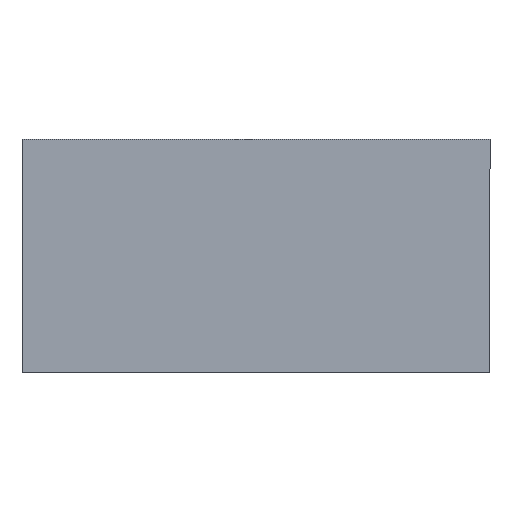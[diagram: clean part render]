
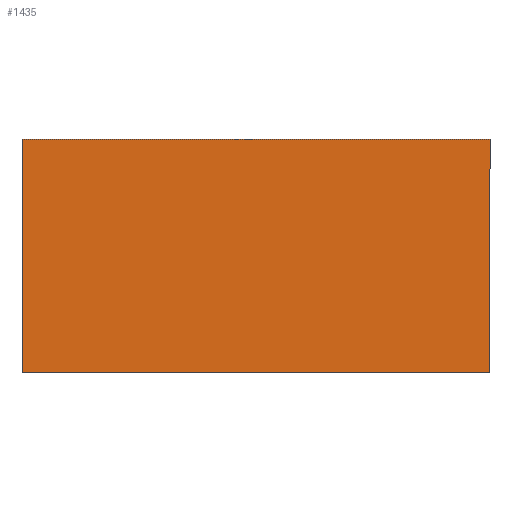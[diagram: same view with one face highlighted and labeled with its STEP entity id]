
A CAD part, front view. The second image highlights one B-rep face of the part: STEP entity #1435.
In plain terms, the highlighted planar face has unit normal (0, -1, 0).
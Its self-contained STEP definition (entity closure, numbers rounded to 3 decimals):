
#120 = EDGE_CURVE ( 'NONE', #428, #429, #452, .T. ) ;
#132 = EDGE_CURVE ( 'NONE', #426, #427, #456, .T. ) ;
#134 = EDGE_CURVE ( 'NONE', #429, #426, #457, .T. ) ;
#139 = EDGE_CURVE ( 'NONE', #427, #428, #458, .T. ) ;
#220 = VECTOR ( 'NONE', #1262, 1000. ) ;
#222 = VECTOR ( 'NONE', #1392, 1000. ) ;
#232 = VECTOR ( 'NONE', #667, 1000. ) ;
#236 = AXIS2_PLACEMENT_3D ( 'NONE', #1031, #1030, #1029 ) ;
#238 = VECTOR ( 'NONE', #1329, 1000. ) ;
#254 = EDGE_LOOP ( 'NONE', ( #326, #325, #324, #327 ) ) ;
#324 = ORIENTED_EDGE ( 'NONE', *, *, #120, .F. ) ;
#325 = ORIENTED_EDGE ( 'NONE', *, *, #134, .F. ) ;
#326 = ORIENTED_EDGE ( 'NONE', *, *, #132, .F. ) ;
#327 = ORIENTED_EDGE ( 'NONE', *, *, #139, .F. ) ;
#426 = VERTEX_POINT ( 'NONE', #1157 ) ;
#427 = VERTEX_POINT ( 'NONE', #1155 ) ;
#428 = VERTEX_POINT ( 'NONE', #1154 ) ;
#429 = VERTEX_POINT ( 'NONE', #1153 ) ;
#452 = LINE ( 'NONE', #1380, #222 ) ;
#456 = LINE ( 'NONE', #670, #232 ) ;
#457 = LINE ( 'NONE', #1330, #238 ) ;
#458 = LINE ( 'NONE', #1263, #220 ) ;
#465 = FACE_OUTER_BOUND ( 'NONE', #254, .T. ) ;
#667 = DIRECTION ( 'NONE',  ( 0., 0., 1. ) ) ;
#670 = CARTESIAN_POINT ( 'NONE',  ( 0., 0., -1. ) ) ;
#1029 = DIRECTION ( 'NONE',  ( 0., 0., 1. ) ) ;
#1030 = DIRECTION ( 'NONE',  ( 0., 1., 0. ) ) ;
#1031 = CARTESIAN_POINT ( 'NONE',  ( 0., 0., 0. ) ) ;
#1032 = PLANE ( 'NONE',  #236 ) ;
#1153 = CARTESIAN_POINT ( 'NONE',  ( 2., 0., -1. ) ) ;
#1154 = CARTESIAN_POINT ( 'NONE',  ( 2., 0., 0. ) ) ;
#1155 = CARTESIAN_POINT ( 'NONE',  ( 0., 0., 0. ) ) ;
#1157 = CARTESIAN_POINT ( 'NONE',  ( 0., 0., -1. ) ) ;
#1262 = DIRECTION ( 'NONE',  ( 1., 0., 0. ) ) ;
#1263 = CARTESIAN_POINT ( 'NONE',  ( 0., 0., 0. ) ) ;
#1329 = DIRECTION ( 'NONE',  ( -1., 0., 0. ) ) ;
#1330 = CARTESIAN_POINT ( 'NONE',  ( 2., 0., -1. ) ) ;
#1380 = CARTESIAN_POINT ( 'NONE',  ( 2., 0., 0. ) ) ;
#1392 = DIRECTION ( 'NONE',  ( 0., 0., -1. ) ) ;
#1435 = ADVANCED_FACE ( 'NONE', ( #465 ), #1032, .F. ) ;
